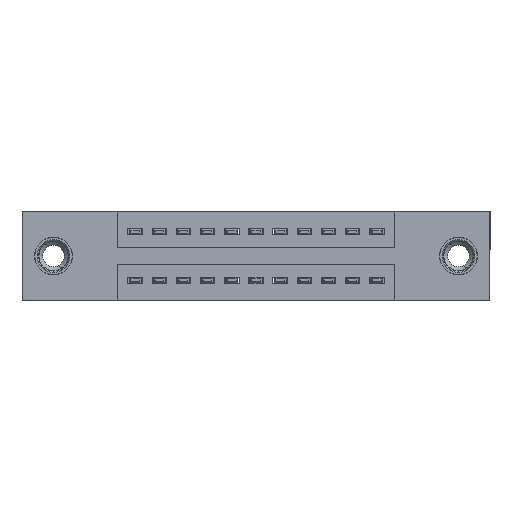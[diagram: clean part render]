
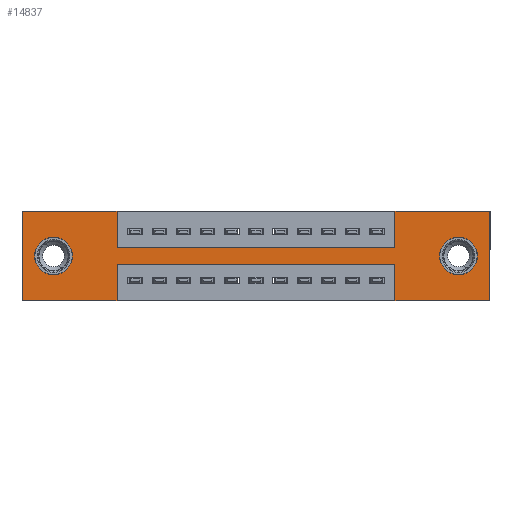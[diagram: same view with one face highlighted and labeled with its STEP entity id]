
A CAD part, front view. The second image highlights one B-rep face of the part: STEP entity #14837.
In plain terms, the highlighted planar face has unit normal (0, -1, 0).
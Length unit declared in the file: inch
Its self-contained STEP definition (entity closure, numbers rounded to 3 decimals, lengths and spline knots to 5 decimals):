
#83 = AXIS2_PLACEMENT_3D ( 'NONE', #2481, #17341, #8136 ) ;
#114 = CARTESIAN_POINT ( 'NONE',  ( 0., 0., -0.37 ) ) ;
#203 = LINE ( 'NONE', #10213, #634 ) ;
#263 = EDGE_CURVE ( 'NONE', #17352, #7439, #16292, .T. ) ;
#384 = CARTESIAN_POINT ( 'NONE',  ( 0.13, 0., -0.263 ) ) ;
#446 = DIRECTION ( 'NONE',  ( 0., 0., -1. ) ) ;
#489 = VECTOR ( 'NONE', #6792, 39.37008 ) ;
#634 = VECTOR ( 'NONE', #16859, 39.37008 ) ;
#774 = ORIENTED_EDGE ( 'NONE', *, *, #7964, .F. ) ;
#789 = CARTESIAN_POINT ( 'NONE',  ( 0., 0., -0.37 ) ) ;
#808 = CARTESIAN_POINT ( 'NONE',  ( 0.3925, 0., 0. ) ) ;
#817 = ORIENTED_EDGE ( 'NONE', *, *, #11383, .T. ) ;
#832 = CARTESIAN_POINT ( 'NONE',  ( 0.3925, 0., -0.15 ) ) ;
#939 = FACE_OUTER_BOUND ( 'NONE', #2849, .T. ) ;
#1097 = DIRECTION ( 'NONE',  ( 0., 1., 0. ) ) ;
#1211 = CARTESIAN_POINT ( 'NONE',  ( 1.805, 0., -0.185 ) ) ;
#1313 = VERTEX_POINT ( 'NONE', #5415 ) ;
#1370 = CARTESIAN_POINT ( 'NONE',  ( 1.935, 0., 0. ) ) ;
#1434 = EDGE_LOOP ( 'NONE', ( #6335, #1972 ) ) ;
#1538 = EDGE_CURVE ( 'NONE', #9091, #8799, #3648, .T. ) ;
#1562 = VECTOR ( 'NONE', #7432, 39.37008 ) ;
#1576 = VERTEX_POINT ( 'NONE', #2412 ) ;
#1658 = DIRECTION ( 'NONE',  ( 1., 0., 0. ) ) ;
#1685 = VERTEX_POINT ( 'NONE', #384 ) ;
#1972 = ORIENTED_EDGE ( 'NONE', *, *, #16560, .T. ) ;
#1992 = FACE_BOUND ( 'NONE', #10279, .T. ) ;
#2005 = CARTESIAN_POINT ( 'NONE',  ( 1.935, 0., 0. ) ) ;
#2109 = EDGE_CURVE ( 'NONE', #2518, #3977, #8509, .T. ) ;
#2412 = CARTESIAN_POINT ( 'NONE',  ( 1.805, 0., -0.263 ) ) ;
#2481 = CARTESIAN_POINT ( 'NONE',  ( 0.13, 0., -0.185 ) ) ;
#2518 = VERTEX_POINT ( 'NONE', #7436 ) ;
#2849 = EDGE_LOOP ( 'NONE', ( #11892, #774, #7162, #6802, #16722, #9590, #9302, #13795, #5408, #5040, #17243, #4368 ) ) ;
#3231 = VECTOR ( 'NONE', #13618, 39.37008 ) ;
#3348 = CARTESIAN_POINT ( 'NONE',  ( 0., 0., 0. ) ) ;
#3360 = VERTEX_POINT ( 'NONE', #832 ) ;
#3429 = CARTESIAN_POINT ( 'NONE',  ( 0.3925, 0., -0.37 ) ) ;
#3432 = VERTEX_POINT ( 'NONE', #3429 ) ;
#3504 = LINE ( 'NONE', #808, #6056 ) ;
#3648 = LINE ( 'NONE', #3348, #1562 ) ;
#3825 = VECTOR ( 'NONE', #11776, 39.37008 ) ;
#3922 = EDGE_CURVE ( 'NONE', #16652, #1685, #15692, .T. ) ;
#3927 = VECTOR ( 'NONE', #10205, 39.37008 ) ;
#3977 = VERTEX_POINT ( 'NONE', #15193 ) ;
#4009 = CARTESIAN_POINT ( 'NONE',  ( 1.805, 0., -0.107 ) ) ;
#4047 = VECTOR ( 'NONE', #10781, 39.37008 ) ;
#4203 = CARTESIAN_POINT ( 'NONE',  ( 1.5425, 0., -0.37 ) ) ;
#4363 = CARTESIAN_POINT ( 'NONE',  ( 0.3925, 0., -0.15 ) ) ;
#4368 = ORIENTED_EDGE ( 'NONE', *, *, #4580, .F. ) ;
#4580 = EDGE_CURVE ( 'NONE', #3432, #7633, #9630, .T. ) ;
#4685 = EDGE_CURVE ( 'NONE', #3977, #3360, #3504, .T. ) ;
#5040 = ORIENTED_EDGE ( 'NONE', *, *, #2109, .F. ) ;
#5257 = CARTESIAN_POINT ( 'NONE',  ( 0., 0., -0.37 ) ) ;
#5307 = VERTEX_POINT ( 'NONE', #8614 ) ;
#5408 = ORIENTED_EDGE ( 'NONE', *, *, #4685, .F. ) ;
#5415 = CARTESIAN_POINT ( 'NONE',  ( 0.3925, 0., -0.22 ) ) ;
#5609 = EDGE_CURVE ( 'NONE', #3360, #5933, #10228, .T. ) ;
#5685 = DIRECTION ( 'NONE',  ( 0., 1., 0. ) ) ;
#5691 = EDGE_CURVE ( 'NONE', #1313, #3432, #12519, .T. ) ;
#5756 = AXIS2_PLACEMENT_3D ( 'NONE', #9186, #1097, #10509 ) ;
#5933 = VERTEX_POINT ( 'NONE', #9801 ) ;
#6056 = VECTOR ( 'NONE', #13833, 39.37008 ) ;
#6335 = ORIENTED_EDGE ( 'NONE', *, *, #3922, .T. ) ;
#6489 = DIRECTION ( 'NONE',  ( -1., 0., 0. ) ) ;
#6664 = VECTOR ( 'NONE', #1658, 39.37008 ) ;
#6759 = CIRCLE ( 'NONE', #14462, 0.078 ) ;
#6779 = CARTESIAN_POINT ( 'NONE',  ( 0.13, 0., -0.107 ) ) ;
#6792 = DIRECTION ( 'NONE',  ( 1., 0., 0. ) ) ;
#6802 = ORIENTED_EDGE ( 'NONE', *, *, #263, .F. ) ;
#6860 = EDGE_CURVE ( 'NONE', #8799, #17352, #11226, .T. ) ;
#7162 = ORIENTED_EDGE ( 'NONE', *, *, #15802, .F. ) ;
#7432 = DIRECTION ( 'NONE',  ( 1., 0., 0. ) ) ;
#7436 = CARTESIAN_POINT ( 'NONE',  ( 0., 0., 0. ) ) ;
#7439 = VERTEX_POINT ( 'NONE', #4203 ) ;
#7489 = EDGE_CURVE ( 'NONE', #1576, #9772, #8905, .T. ) ;
#7633 = VERTEX_POINT ( 'NONE', #789 ) ;
#7678 = LINE ( 'NONE', #13564, #3231 ) ;
#7841 = DIRECTION ( 'NONE',  ( 0., 0., -1. ) ) ;
#7964 = EDGE_CURVE ( 'NONE', #5307, #1313, #7678, .T. ) ;
#8136 = DIRECTION ( 'NONE',  ( 0., 0., 1. ) ) ;
#8509 = LINE ( 'NONE', #17171, #489 ) ;
#8573 = CARTESIAN_POINT ( 'NONE',  ( 0., 0., -0.37 ) ) ;
#8614 = CARTESIAN_POINT ( 'NONE',  ( 1.5425, 0., -0.22 ) ) ;
#8799 = VERTEX_POINT ( 'NONE', #2005 ) ;
#8905 = CIRCLE ( 'NONE', #11659, 0.078 ) ;
#9091 = VERTEX_POINT ( 'NONE', #17385 ) ;
#9186 = CARTESIAN_POINT ( 'NONE',  ( 0.13, 0., -0.185 ) ) ;
#9302 = ORIENTED_EDGE ( 'NONE', *, *, #9413, .F. ) ;
#9387 = DIRECTION ( 'NONE',  ( -1., 0., 0. ) ) ;
#9399 = VECTOR ( 'NONE', #9387, 39.37008 ) ;
#9413 = EDGE_CURVE ( 'NONE', #5933, #9091, #203, .T. ) ;
#9590 = ORIENTED_EDGE ( 'NONE', *, *, #1538, .F. ) ;
#9630 = LINE ( 'NONE', #114, #10050 ) ;
#9772 = VERTEX_POINT ( 'NONE', #4009 ) ;
#9801 = CARTESIAN_POINT ( 'NONE',  ( 1.5425, 0., -0.15 ) ) ;
#10050 = VECTOR ( 'NONE', #6489, 39.37008 ) ;
#10145 = CARTESIAN_POINT ( 'NONE',  ( 0., 0., 0. ) ) ;
#10205 = DIRECTION ( 'NONE',  ( 0., 0., 1. ) ) ;
#10213 = CARTESIAN_POINT ( 'NONE',  ( 1.5425, 0., 0. ) ) ;
#10228 = LINE ( 'NONE', #4363, #6664 ) ;
#10279 = EDGE_LOOP ( 'NONE', ( #817, #16312 ) ) ;
#10509 = DIRECTION ( 'NONE',  ( 0., 0., 1. ) ) ;
#10781 = DIRECTION ( 'NONE',  ( 0., 0., -1. ) ) ;
#10928 = AXIS2_PLACEMENT_3D ( 'NONE', #8573, #15026, #15263 ) ;
#10992 = LINE ( 'NONE', #11028, #3825 ) ;
#11028 = CARTESIAN_POINT ( 'NONE',  ( 1.5425, 0., -0.37 ) ) ;
#11226 = LINE ( 'NONE', #1370, #4047 ) ;
#11383 = EDGE_CURVE ( 'NONE', #9772, #1576, #6759, .T. ) ;
#11463 = FACE_BOUND ( 'NONE', #1434, .T. ) ;
#11659 = AXIS2_PLACEMENT_3D ( 'NONE', #13699, #5685, #446 ) ;
#11776 = DIRECTION ( 'NONE',  ( 0., 0., 1. ) ) ;
#11892 = ORIENTED_EDGE ( 'NONE', *, *, #5691, .F. ) ;
#11895 = VECTOR ( 'NONE', #12574, 39.37008 ) ;
#12519 = LINE ( 'NONE', #16581, #11895 ) ;
#12574 = DIRECTION ( 'NONE',  ( 0., 0., -1. ) ) ;
#12908 = EDGE_CURVE ( 'NONE', #7633, #2518, #13591, .T. ) ;
#13304 = DIRECTION ( 'NONE',  ( 0., 1., 0. ) ) ;
#13564 = CARTESIAN_POINT ( 'NONE',  ( 0.3925, 0., -0.22 ) ) ;
#13591 = LINE ( 'NONE', #10145, #3927 ) ;
#13618 = DIRECTION ( 'NONE',  ( -1., 0., 0. ) ) ;
#13699 = CARTESIAN_POINT ( 'NONE',  ( 1.805, 0., -0.185 ) ) ;
#13751 = PLANE ( 'NONE',  #10928 ) ;
#13795 = ORIENTED_EDGE ( 'NONE', *, *, #5609, .F. ) ;
#13833 = DIRECTION ( 'NONE',  ( 0., 0., -1. ) ) ;
#13988 = CIRCLE ( 'NONE', #83, 0.078 ) ;
#14462 = AXIS2_PLACEMENT_3D ( 'NONE', #1211, #13304, #7841 ) ;
#14837 = ADVANCED_FACE ( 'NONE', ( #1992, #11463, #939 ), #13751, .T. ) ;
#15026 = DIRECTION ( 'NONE',  ( 0., -1., 0. ) ) ;
#15193 = CARTESIAN_POINT ( 'NONE',  ( 0.3925, 0., 0. ) ) ;
#15263 = DIRECTION ( 'NONE',  ( 0., 0., -1. ) ) ;
#15692 = CIRCLE ( 'NONE', #5756, 0.078 ) ;
#15802 = EDGE_CURVE ( 'NONE', #7439, #5307, #10992, .T. ) ;
#16292 = LINE ( 'NONE', #5257, #9399 ) ;
#16312 = ORIENTED_EDGE ( 'NONE', *, *, #7489, .T. ) ;
#16560 = EDGE_CURVE ( 'NONE', #1685, #16652, #13988, .T. ) ;
#16564 = CARTESIAN_POINT ( 'NONE',  ( 1.935, 0., -0.37 ) ) ;
#16581 = CARTESIAN_POINT ( 'NONE',  ( 0.3925, 0., -0.37 ) ) ;
#16652 = VERTEX_POINT ( 'NONE', #6779 ) ;
#16722 = ORIENTED_EDGE ( 'NONE', *, *, #6860, .F. ) ;
#16859 = DIRECTION ( 'NONE',  ( 0., 0., 1. ) ) ;
#17171 = CARTESIAN_POINT ( 'NONE',  ( 0., 0., 0. ) ) ;
#17243 = ORIENTED_EDGE ( 'NONE', *, *, #12908, .F. ) ;
#17341 = DIRECTION ( 'NONE',  ( 0., 1., 0. ) ) ;
#17352 = VERTEX_POINT ( 'NONE', #16564 ) ;
#17385 = CARTESIAN_POINT ( 'NONE',  ( 1.5425, 0., 0. ) ) ;
